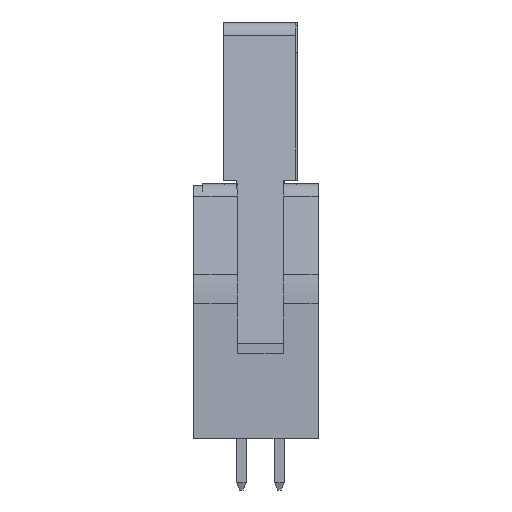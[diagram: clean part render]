
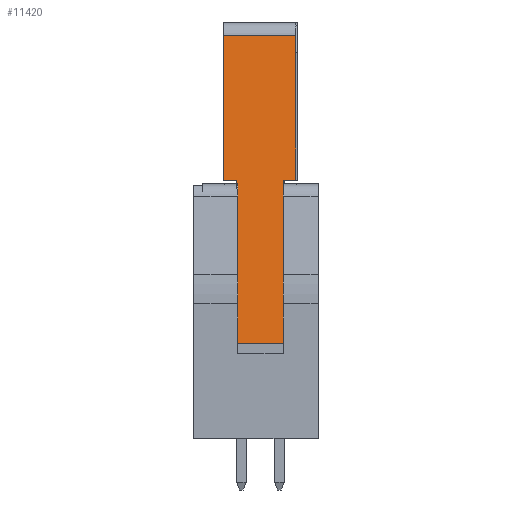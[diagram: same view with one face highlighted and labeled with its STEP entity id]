
A CAD part, left-side view. The second image highlights one B-rep face of the part: STEP entity #11420.
In plain terms, the highlighted face is planar.
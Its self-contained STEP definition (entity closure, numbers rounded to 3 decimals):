
#3340=ORIENTED_EDGE('',*,*,#5083,.T.);
#3341=ORIENTED_EDGE('',*,*,#5084,.F.);
#3342=ORIENTED_EDGE('',*,*,#5085,.T.);
#3343=ORIENTED_EDGE('',*,*,#5086,.T.);
#3344=ORIENTED_EDGE('',*,*,#5087,.F.);
#3345=ORIENTED_EDGE('',*,*,#5088,.F.);
#3346=ORIENTED_EDGE('',*,*,#5089,.T.);
#3347=ORIENTED_EDGE('',*,*,#5090,.F.);
#5083=EDGE_CURVE('',#6198,#6199,#7709,.T.);
#5084=EDGE_CURVE('',#6200,#6199,#7710,.T.);
#5085=EDGE_CURVE('',#6200,#6201,#7711,.F.);
#5086=EDGE_CURVE('',#6201,#6202,#7712,.T.);
#5087=EDGE_CURVE('',#6203,#6202,#7713,.T.);
#5088=EDGE_CURVE('',#6204,#6203,#7714,.T.);
#5089=EDGE_CURVE('',#6204,#6205,#7715,.T.);
#5090=EDGE_CURVE('',#6198,#6205,#7716,.T.);
#6198=VERTEX_POINT('',#17830);
#6199=VERTEX_POINT('',#17831);
#6200=VERTEX_POINT('',#17833);
#6201=VERTEX_POINT('',#17835);
#6202=VERTEX_POINT('',#17837);
#6203=VERTEX_POINT('',#17839);
#6204=VERTEX_POINT('',#17841);
#6205=VERTEX_POINT('',#17843);
#7709=LINE('',#17829,#9249);
#7710=LINE('',#17832,#9250);
#7711=LINE('',#17834,#9251);
#7712=LINE('',#17836,#9252);
#7713=LINE('',#17838,#9253);
#7714=LINE('',#17840,#9254);
#7715=LINE('',#17842,#9255);
#7716=LINE('',#17844,#9256);
#9249=VECTOR('',#14538,1000.);
#9250=VECTOR('',#14539,1000.);
#9251=VECTOR('',#14540,1000.);
#9252=VECTOR('',#14541,1000.);
#9253=VECTOR('',#14542,1000.);
#9254=VECTOR('',#14543,1000.);
#9255=VECTOR('',#14544,1000.);
#9256=VECTOR('',#14545,1000.);
#9876=EDGE_LOOP('',(#3340,#3341,#3342,#3343,#3344,#3345,#3346,#3347));
#10460=FACE_BOUND('',#9876,.T.);
#10940=PLANE('',#11999);
#11420=ADVANCED_FACE('',(#10460),#10940,.T.);
#11999=AXIS2_PLACEMENT_3D('',#17828,#14536,#14537);
#14536=DIRECTION('',(0.993,0.,0.117));
#14537=DIRECTION('',(0.117,0.,-0.993));
#14538=DIRECTION('',(0.,1.,0.));
#14539=DIRECTION('',(0.117,0.,-0.993));
#14540=DIRECTION('',(0.,1.,0.));
#14541=DIRECTION('',(0.117,0.,-0.993));
#14542=DIRECTION('',(0.,-1.,0.));
#14543=DIRECTION('',(-0.117,0.,0.993));
#14544=DIRECTION('',(0.,1.,0.));
#14545=DIRECTION('',(0.117,0.,-0.993));
#17828=CARTESIAN_POINT('',(2.,-2.4,14.274));
#17829=CARTESIAN_POINT('',(3.364,1.57,2.738));
#17830=CARTESIAN_POINT('',(3.364,1.57,2.738));
#17831=CARTESIAN_POINT('',(3.364,2.4,2.738));
#17832=CARTESIAN_POINT('',(2.,2.4,14.274));
#17833=CARTESIAN_POINT('',(2.221,2.4,12.403));
#17834=CARTESIAN_POINT('',(2.221,-2.4,12.403));
#17835=CARTESIAN_POINT('',(2.221,-2.4,12.403));
#17836=CARTESIAN_POINT('',(2.,-2.4,14.274));
#17837=CARTESIAN_POINT('',(3.364,-2.4,2.738));
#17838=CARTESIAN_POINT('',(3.364,-1.57,2.738));
#17839=CARTESIAN_POINT('',(3.364,-1.57,2.738));
#17840=CARTESIAN_POINT('',(3.364,-1.57,2.738));
#17841=CARTESIAN_POINT('',(4.65,-1.57,-8.145));
#17842=CARTESIAN_POINT('',(4.65,-2.4,-8.145));
#17843=CARTESIAN_POINT('',(4.65,1.57,-8.145));
#17844=CARTESIAN_POINT('',(3.364,1.57,2.738));
